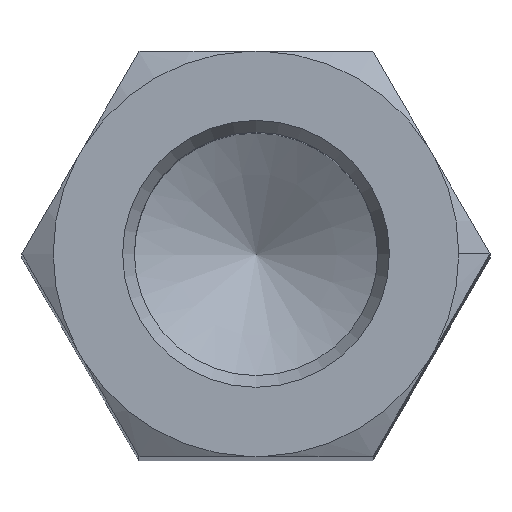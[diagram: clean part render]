
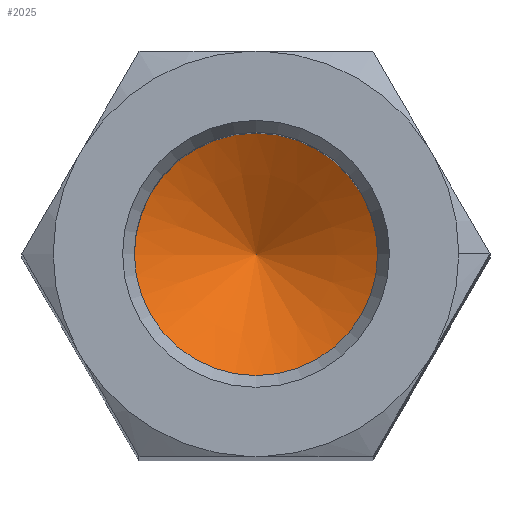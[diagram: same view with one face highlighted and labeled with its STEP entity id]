
A CAD part, top view. The second image highlights one B-rep face of the part: STEP entity #2025.
In plain terms, the highlighted conical face has half-angle 60 degrees and reference radius 3 mm.
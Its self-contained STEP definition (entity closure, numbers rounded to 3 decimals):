
#1958 = CYLINDRICAL_SURFACE('',#1959,3.);
#1959 = AXIS2_PLACEMENT_3D('',#1960,#1961,#1962);
#1960 = CARTESIAN_POINT('',(0.,0.,59.498));
#1961 = DIRECTION('',(-0.,-0.,-1.));
#1962 = DIRECTION('',(1.,0.,0.));
#1976 = VERTEX_POINT('',#1977);
#1977 = CARTESIAN_POINT('',(3.,0.,48.));
#1998 = EDGE_CURVE('',#1976,#1976,#1999,.T.);
#1999 = SURFACE_CURVE('',#2000,(#2005,#2012),.PCURVE_S1.);
#2000 = CIRCLE('',#2001,3.);
#2001 = AXIS2_PLACEMENT_3D('',#2002,#2003,#2004);
#2002 = CARTESIAN_POINT('',(0.,0.,48.));
#2003 = DIRECTION('',(0.,-0.,1.));
#2004 = DIRECTION('',(1.,0.,0.));
#2005 = PCURVE('',#1958,#2006);
#2006 = DEFINITIONAL_REPRESENTATION('',(#2007),#2011);
#2007 = LINE('',#2008,#2009);
#2008 = CARTESIAN_POINT('',(-0.,11.498));
#2009 = VECTOR('',#2010,1.);
#2010 = DIRECTION('',(-1.,0.));
#2011 = ( GEOMETRIC_REPRESENTATION_CONTEXT(2) 
PARAMETRIC_REPRESENTATION_CONTEXT() REPRESENTATION_CONTEXT('2D SPACE',''
  ) );
#2012 = PCURVE('',#2013,#2018);
#2013 = CONICAL_SURFACE('',#2014,3.,1.047);
#2014 = AXIS2_PLACEMENT_3D('',#2015,#2016,#2017);
#2015 = CARTESIAN_POINT('',(0.,0.,48.));
#2016 = DIRECTION('',(0.,0.,1.));
#2017 = DIRECTION('',(1.,0.,0.));
#2018 = DEFINITIONAL_REPRESENTATION('',(#2019),#2023);
#2019 = LINE('',#2020,#2021);
#2020 = CARTESIAN_POINT('',(0.,-0.));
#2021 = VECTOR('',#2022,1.);
#2022 = DIRECTION('',(1.,-0.));
#2023 = ( GEOMETRIC_REPRESENTATION_CONTEXT(2) 
PARAMETRIC_REPRESENTATION_CONTEXT() REPRESENTATION_CONTEXT('2D SPACE',''
  ) );
#2025 = ADVANCED_FACE('',(#2026),#2013,.F.);
#2026 = FACE_BOUND('',#2027,.T.);
#2027 = EDGE_LOOP('',(#2028,#2029,#2052));
#2028 = ORIENTED_EDGE('',*,*,#1998,.T.);
#2029 = ORIENTED_EDGE('',*,*,#2030,.T.);
#2030 = EDGE_CURVE('',#1976,#2031,#2033,.T.);
#2031 = VERTEX_POINT('',#2032);
#2032 = CARTESIAN_POINT('',(0.,0.,46.268));
#2033 = SEAM_CURVE('',#2034,(#2038,#2045),.PCURVE_S1.);
#2034 = LINE('',#2035,#2036);
#2035 = CARTESIAN_POINT('',(3.,0.,48.));
#2036 = VECTOR('',#2037,1.);
#2037 = DIRECTION('',(-0.866,0.,-0.5));
#2038 = PCURVE('',#2013,#2039);
#2039 = DEFINITIONAL_REPRESENTATION('',(#2040),#2044);
#2040 = LINE('',#2041,#2042);
#2041 = CARTESIAN_POINT('',(0.,-0.));
#2042 = VECTOR('',#2043,1.);
#2043 = DIRECTION('',(0.,-1.));
#2044 = ( GEOMETRIC_REPRESENTATION_CONTEXT(2) 
PARAMETRIC_REPRESENTATION_CONTEXT() REPRESENTATION_CONTEXT('2D SPACE',''
  ) );
#2045 = PCURVE('',#2013,#2046);
#2046 = DEFINITIONAL_REPRESENTATION('',(#2047),#2051);
#2047 = LINE('',#2048,#2049);
#2048 = CARTESIAN_POINT('',(6.283,-0.));
#2049 = VECTOR('',#2050,1.);
#2050 = DIRECTION('',(0.,-1.));
#2051 = ( GEOMETRIC_REPRESENTATION_CONTEXT(2) 
PARAMETRIC_REPRESENTATION_CONTEXT() REPRESENTATION_CONTEXT('2D SPACE',''
  ) );
#2052 = ORIENTED_EDGE('',*,*,#2030,.F.);
